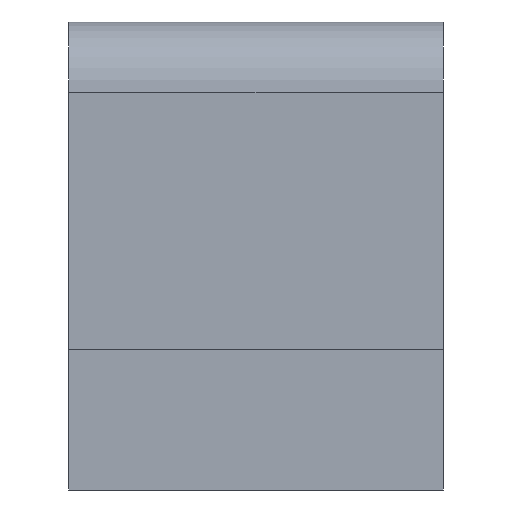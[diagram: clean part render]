
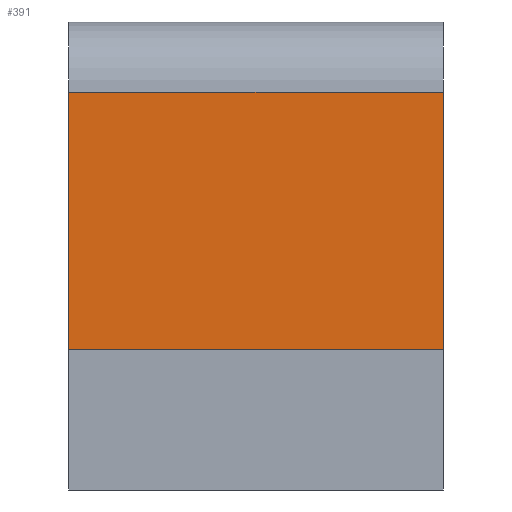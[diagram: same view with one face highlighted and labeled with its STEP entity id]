
A CAD part, left-side view. The second image highlights one B-rep face of the part: STEP entity #391.
In plain terms, the highlighted planar face has unit normal (-1, 0, 0).
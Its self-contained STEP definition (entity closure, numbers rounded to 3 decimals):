
#28=PLANE('',#436);
#47=FACE_OUTER_BOUND('',#70,.T.);
#70=EDGE_LOOP('',(#334,#335,#336,#337));
#84=LINE('',#581,#126);
#88=LINE('',#590,#130);
#101=LINE('',#619,#143);
#112=LINE('',#646,#154);
#126=VECTOR('',#472,10.);
#130=VECTOR('',#480,10.);
#143=VECTOR('',#503,10.);
#154=VECTOR('',#532,10.);
#181=VERTEX_POINT('',#574);
#184=VERTEX_POINT('',#579);
#187=VERTEX_POINT('',#589);
#198=VERTEX_POINT('',#618);
#222=EDGE_CURVE('',#184,#181,#84,.T.);
#226=EDGE_CURVE('',#181,#187,#88,.T.);
#241=EDGE_CURVE('',#198,#187,#101,.T.);
#255=EDGE_CURVE('',#198,#184,#112,.T.);
#334=ORIENTED_EDGE('',*,*,#222,.F.);
#335=ORIENTED_EDGE('',*,*,#255,.F.);
#336=ORIENTED_EDGE('',*,*,#241,.T.);
#337=ORIENTED_EDGE('',*,*,#226,.F.);
#391=ADVANCED_FACE('',(#47),#28,.T.);
#436=AXIS2_PLACEMENT_3D('',#645,#530,#531);
#472=DIRECTION('',(0.,-1.,0.));
#480=DIRECTION('',(0.,0.,-1.));
#503=DIRECTION('',(0.,-1.,0.));
#530=DIRECTION('center_axis',(-1.,0.,0.));
#531=DIRECTION('ref_axis',(0.,-1.,0.));
#532=DIRECTION('',(0.,0.,1.));
#574=CARTESIAN_POINT('',(8.5,0.,8.5));
#579=CARTESIAN_POINT('',(8.5,8.,8.5));
#581=CARTESIAN_POINT('',(8.5,6.,8.5));
#589=CARTESIAN_POINT('',(8.5,0.,3.));
#590=CARTESIAN_POINT('',(8.5,0.,2.5));
#618=CARTESIAN_POINT('',(8.5,8.,3.));
#619=CARTESIAN_POINT('',(8.5,6.,3.));
#645=CARTESIAN_POINT('Origin',(8.5,8.,5.));
#646=CARTESIAN_POINT('',(8.5,8.,2.5));
